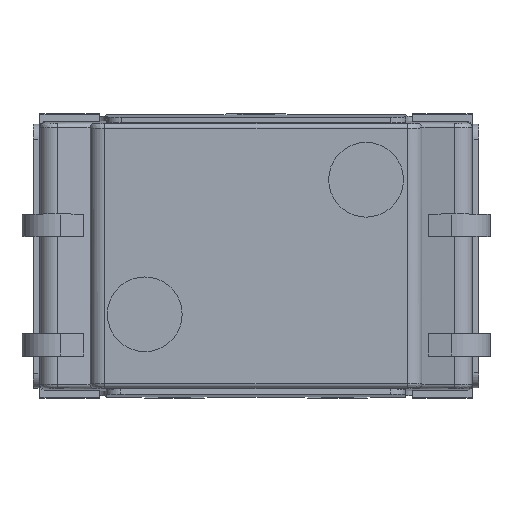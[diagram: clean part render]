
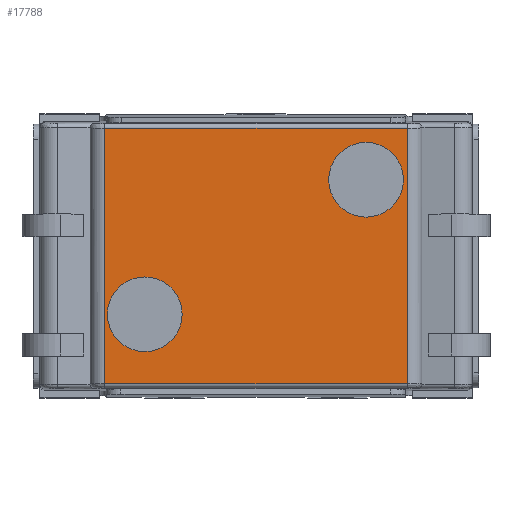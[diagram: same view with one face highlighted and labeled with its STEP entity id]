
A CAD part, top view. The second image highlights one B-rep face of the part: STEP entity #17788.
In plain terms, the highlighted planar face has unit normal (0, 0, 1).
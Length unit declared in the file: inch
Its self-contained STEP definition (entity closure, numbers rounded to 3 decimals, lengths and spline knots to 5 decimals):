
#15228=CARTESIAN_POINT('',(0.1015,0.08539,0.059));
#15229=VERTEX_POINT('',#15228);
#15262=CARTESIAN_POINT('',(-0.1005,0.08539,0.059));
#15263=VERTEX_POINT('',#15262);
#15271=CARTESIAN_POINT('',(-0.1005,0.08539,0.059));
#15272=DIRECTION('',(1.0,0.0,0.0));
#15273=VECTOR('',#15272,0.202);
#15274=LINE('',#15271,#15273);
#15275=EDGE_CURVE('',#15263,#15229,#15274,.T.);
#15781=CARTESIAN_POINT('',(-0.1005,-0.08539,0.059));
#15782=VERTEX_POINT('',#15781);
#15815=CARTESIAN_POINT('',(0.1015,-0.08539,0.059));
#15816=VERTEX_POINT('',#15815);
#15824=CARTESIAN_POINT('',(0.1015,-0.08539,0.059));
#15825=DIRECTION('',(-1.0,0.0,0.0));
#15826=VECTOR('',#15825,0.202);
#15827=LINE('',#15824,#15826);
#15828=EDGE_CURVE('',#15816,#15782,#15827,.T.);
#16944=CARTESIAN_POINT('',(-0.04889,-0.03908,0.059));
#16945=VERTEX_POINT('',#16944);
#16946=CARTESIAN_POINT('',(-0.07389,-0.03908,0.059));
#16947=DIRECTION('',(0.0,0.0,-1.0));
#16948=DIRECTION('',(-1.0,0.0,0.0));
#16949=AXIS2_PLACEMENT_3D('',#16946,#16947,#16948);
#16950=CIRCLE('',#16949,0.025);
#16951=EDGE_CURVE('',#16945,#16945,#16950,.T.);
#16981=CARTESIAN_POINT('',(0.09911,0.05092,0.059));
#16982=VERTEX_POINT('',#16981);
#16983=CARTESIAN_POINT('',(0.07411,0.05092,0.059));
#16984=DIRECTION('',(0.0,0.0,-1.0));
#16985=DIRECTION('',(-1.0,0.0,0.0));
#16986=AXIS2_PLACEMENT_3D('',#16983,#16984,#16985);
#16987=CIRCLE('',#16986,0.025);
#16988=EDGE_CURVE('',#16982,#16982,#16987,.T.);
#17755=CARTESIAN_POINT('',(0.1015,-0.08539,0.059));
#17756=DIRECTION('',(0.0,1.0,0.0));
#17757=VECTOR('',#17756,0.17078);
#17758=LINE('',#17755,#17757);
#17759=EDGE_CURVE('',#15816,#15229,#17758,.T.);
#17766=CARTESIAN_POINT('',(0.1015,0.,0.059));
#17767=DIRECTION('',(0.0,0.0,1.0));
#17768=DIRECTION('',(1.0,0.0,0.0));
#17769=AXIS2_PLACEMENT_3D('',#17766,#17767,#17768);
#17770=PLANE('',#17769);
#17771=ORIENTED_EDGE('',*,*,#15275,.F.);
#17772=CARTESIAN_POINT('',(-0.1005,-0.08539,0.059));
#17773=DIRECTION('',(0.0,1.0,0.0));
#17774=VECTOR('',#17773,0.17078);
#17775=LINE('',#17772,#17774);
#17776=EDGE_CURVE('',#15782,#15263,#17775,.T.);
#17777=ORIENTED_EDGE('',*,*,#17776,.F.);
#17778=ORIENTED_EDGE('',*,*,#15828,.F.);
#17779=ORIENTED_EDGE('',*,*,#17759,.T.);
#17780=EDGE_LOOP('',(#17771,#17777,#17778,#17779));
#17781=FACE_OUTER_BOUND('',#17780,.T.);
#17782=ORIENTED_EDGE('',*,*,#16951,.T.);
#17783=EDGE_LOOP('',(#17782));
#17784=FACE_BOUND('',#17783,.T.);
#17785=ORIENTED_EDGE('',*,*,#16988,.T.);
#17786=EDGE_LOOP('',(#17785));
#17787=FACE_BOUND('',#17786,.T.);
#17788=ADVANCED_FACE('',(#17781,#17784,#17787),#17770,.T.);
